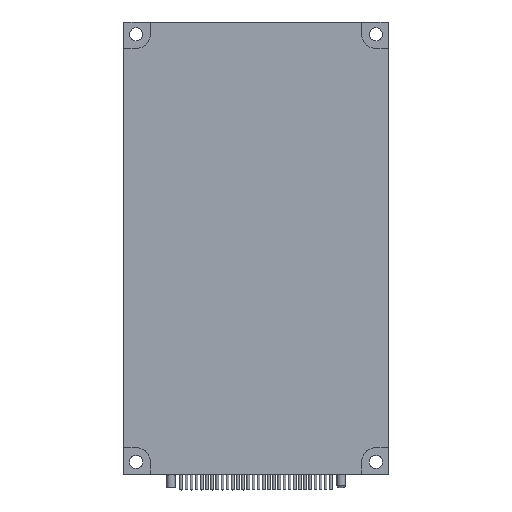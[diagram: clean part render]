
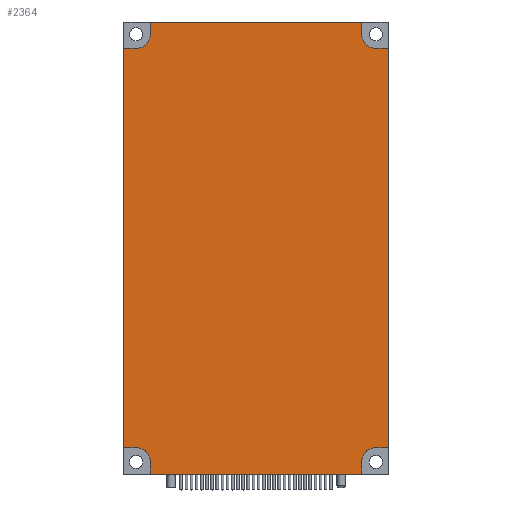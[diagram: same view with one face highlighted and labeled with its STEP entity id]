
A CAD part, top view. The second image highlights one B-rep face of the part: STEP entity #2364.
In plain terms, the highlighted planar face has unit normal (0, 0, 1).
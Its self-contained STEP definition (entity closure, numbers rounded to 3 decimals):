
#105=CIRCLE('',#3699,3.5);
#106=CIRCLE('',#3700,3.5);
#107=CIRCLE('',#3701,3.5);
#108=CIRCLE('',#3702,3.5);
#283=ORIENTED_EDGE('',*,*,#859,.F.);
#284=ORIENTED_EDGE('',*,*,#860,.F.);
#285=ORIENTED_EDGE('',*,*,#861,.F.);
#286=ORIENTED_EDGE('',*,*,#862,.F.);
#287=ORIENTED_EDGE('',*,*,#863,.T.);
#288=ORIENTED_EDGE('',*,*,#864,.T.);
#289=ORIENTED_EDGE('',*,*,#865,.T.);
#290=ORIENTED_EDGE('',*,*,#849,.F.);
#291=ORIENTED_EDGE('',*,*,#866,.F.);
#292=ORIENTED_EDGE('',*,*,#867,.F.);
#293=ORIENTED_EDGE('',*,*,#868,.F.);
#294=ORIENTED_EDGE('',*,*,#869,.F.);
#295=ORIENTED_EDGE('',*,*,#870,.T.);
#296=ORIENTED_EDGE('',*,*,#871,.T.);
#297=ORIENTED_EDGE('',*,*,#872,.T.);
#298=ORIENTED_EDGE('',*,*,#873,.F.);
#849=EDGE_CURVE('',#1137,#1138,#1361,.T.);
#859=EDGE_CURVE('',#1147,#1148,#1371,.T.);
#860=EDGE_CURVE('',#1149,#1147,#105,.T.);
#861=EDGE_CURVE('',#1150,#1149,#1372,.T.);
#862=EDGE_CURVE('',#1151,#1150,#1373,.T.);
#863=EDGE_CURVE('',#1151,#1152,#1374,.T.);
#864=EDGE_CURVE('',#1152,#1153,#106,.F.);
#865=EDGE_CURVE('',#1153,#1138,#1375,.T.);
#866=EDGE_CURVE('',#1154,#1137,#1376,.T.);
#867=EDGE_CURVE('',#1155,#1154,#107,.T.);
#868=EDGE_CURVE('',#1156,#1155,#1377,.T.);
#869=EDGE_CURVE('',#1157,#1156,#1378,.T.);
#870=EDGE_CURVE('',#1157,#1158,#1379,.T.);
#871=EDGE_CURVE('',#1158,#1159,#108,.F.);
#872=EDGE_CURVE('',#1159,#1160,#1380,.T.);
#873=EDGE_CURVE('',#1148,#1160,#1381,.T.);
#1137=VERTEX_POINT('',#4904);
#1138=VERTEX_POINT('',#4906);
#1147=VERTEX_POINT('',#4926);
#1148=VERTEX_POINT('',#4927);
#1149=VERTEX_POINT('',#4929);
#1150=VERTEX_POINT('',#4931);
#1151=VERTEX_POINT('',#4933);
#1152=VERTEX_POINT('',#4935);
#1153=VERTEX_POINT('',#4937);
#1154=VERTEX_POINT('',#4940);
#1155=VERTEX_POINT('',#4942);
#1156=VERTEX_POINT('',#4944);
#1157=VERTEX_POINT('',#4946);
#1158=VERTEX_POINT('',#4948);
#1159=VERTEX_POINT('',#4950);
#1160=VERTEX_POINT('',#4952);
#1361=LINE('',#4905,#1483);
#1371=LINE('',#4925,#1493);
#1372=LINE('',#4930,#1494);
#1373=LINE('',#4932,#1495);
#1374=LINE('',#4934,#1496);
#1375=LINE('',#4938,#1497);
#1376=LINE('',#4939,#1498);
#1377=LINE('',#4943,#1499);
#1378=LINE('',#4945,#1500);
#1379=LINE('',#4947,#1501);
#1380=LINE('',#4951,#1502);
#1381=LINE('',#4953,#1503);
#1483=VECTOR('',#4062,1000.);
#1493=VECTOR('',#4074,1000.);
#1494=VECTOR('',#4077,1000.);
#1495=VECTOR('',#4078,1000.);
#1496=VECTOR('',#4079,1000.);
#1497=VECTOR('',#4082,1000.);
#1498=VECTOR('',#4083,1000.);
#1499=VECTOR('',#4086,1000.);
#1500=VECTOR('',#4087,1000.);
#1501=VECTOR('',#4088,1000.);
#1502=VECTOR('',#4091,1000.);
#1503=VECTOR('',#4092,1000.);
#1605=EDGE_LOOP('',(#283,#284,#285,#286,#287,#288,#289,#290,#291,#292,#293,
#294,#295,#296,#297,#298));
#1927=FACE_BOUND('',#1605,.T.);
#2248=PLANE('',#3698);
#2364=ADVANCED_FACE('',(#1927),#2248,.F.);
#3698=AXIS2_PLACEMENT_3D('',#4924,#4072,#4073);
#3699=AXIS2_PLACEMENT_3D('',#4928,#4075,#4076);
#3700=AXIS2_PLACEMENT_3D('',#4936,#4080,#4081);
#3701=AXIS2_PLACEMENT_3D('',#4941,#4084,#4085);
#3702=AXIS2_PLACEMENT_3D('',#4949,#4089,#4090);
#4062=DIRECTION('',(-1.,0.,0.));
#4072=DIRECTION('',(0.,0.,-1.));
#4073=DIRECTION('',(-1.,0.,0.));
#4074=DIRECTION('',(0.,1.,0.));
#4075=DIRECTION('',(0.,0.,1.));
#4076=DIRECTION('',(1.,0.,0.));
#4077=DIRECTION('',(1.,0.,0.));
#4078=DIRECTION('',(0.,1.,0.));
#4079=DIRECTION('',(1.,0.,0.));
#4080=DIRECTION('',(0.,0.,1.));
#4081=DIRECTION('',(1.,0.,0.));
#4082=DIRECTION('',(0.,-1.,0.));
#4083=DIRECTION('',(0.,-1.,0.));
#4084=DIRECTION('',(0.,0.,1.));
#4085=DIRECTION('',(1.,0.,0.));
#4086=DIRECTION('',(-1.,0.,0.));
#4087=DIRECTION('',(0.,-1.,0.));
#4088=DIRECTION('',(-1.,0.,0.));
#4089=DIRECTION('',(0.,0.,1.));
#4090=DIRECTION('',(1.,0.,0.));
#4091=DIRECTION('',(0.,1.,0.));
#4092=DIRECTION('',(1.,0.,0.));
#4904=CARTESIAN_POINT('',(26.,-55.6,7.));
#4905=CARTESIAN_POINT('',(32.5,-55.6,7.));
#4906=CARTESIAN_POINT('',(-26.,-55.6,7.));
#4924=CARTESIAN_POINT('',(0.,0.,7.));
#4925=CARTESIAN_POINT('',(-26.,55.6,7.));
#4926=CARTESIAN_POINT('',(-26.,52.6,7.));
#4927=CARTESIAN_POINT('',(-26.,55.6,7.));
#4928=CARTESIAN_POINT('',(-29.5,52.6,7.));
#4929=CARTESIAN_POINT('',(-29.5,49.1,7.));
#4930=CARTESIAN_POINT('',(-29.5,49.1,7.));
#4931=CARTESIAN_POINT('',(-32.5,49.1,7.));
#4932=CARTESIAN_POINT('',(-32.5,-55.6,7.));
#4933=CARTESIAN_POINT('',(-32.5,-49.1,7.));
#4934=CARTESIAN_POINT('',(-29.5,-49.1,7.));
#4935=CARTESIAN_POINT('',(-29.5,-49.1,7.));
#4936=CARTESIAN_POINT('',(-29.5,-52.6,7.));
#4937=CARTESIAN_POINT('',(-26.,-52.6,7.));
#4938=CARTESIAN_POINT('',(-26.,-55.6,7.));
#4939=CARTESIAN_POINT('',(26.,-55.6,7.));
#4940=CARTESIAN_POINT('',(26.,-52.6,7.));
#4941=CARTESIAN_POINT('',(29.5,-52.6,7.));
#4942=CARTESIAN_POINT('',(29.5,-49.1,7.));
#4943=CARTESIAN_POINT('',(29.5,-49.1,7.));
#4944=CARTESIAN_POINT('',(32.5,-49.1,7.));
#4945=CARTESIAN_POINT('',(32.5,55.6,7.));
#4946=CARTESIAN_POINT('',(32.5,49.1,7.));
#4947=CARTESIAN_POINT('',(29.5,49.1,7.));
#4948=CARTESIAN_POINT('',(29.5,49.1,7.));
#4949=CARTESIAN_POINT('',(29.5,52.6,7.));
#4950=CARTESIAN_POINT('',(26.,52.6,7.));
#4951=CARTESIAN_POINT('',(26.,55.6,7.));
#4952=CARTESIAN_POINT('',(26.,55.6,7.));
#4953=CARTESIAN_POINT('',(-32.5,55.6,7.));
